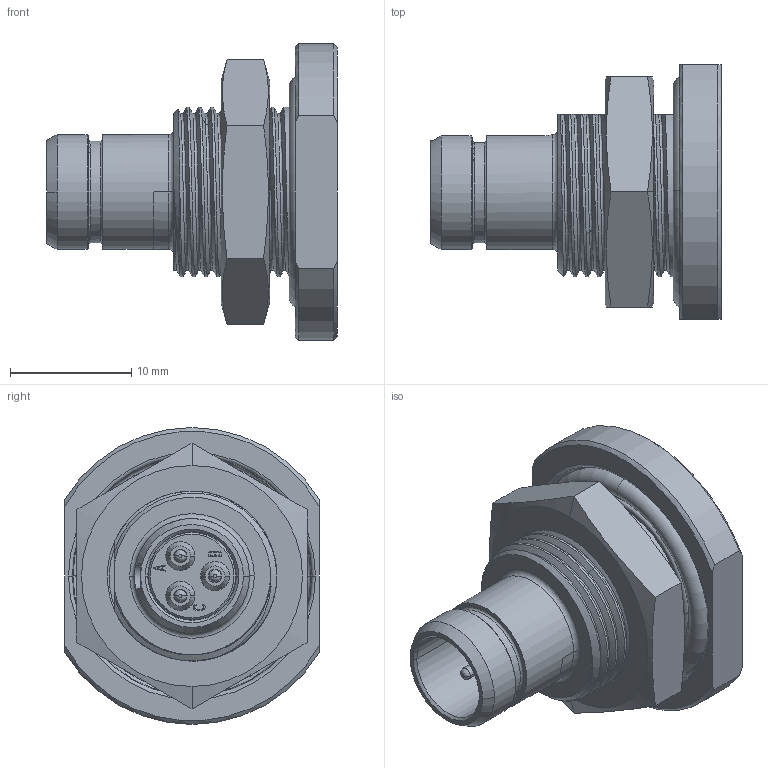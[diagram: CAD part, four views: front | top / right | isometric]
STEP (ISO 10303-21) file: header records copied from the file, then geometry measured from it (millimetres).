
FILE_DESCRIPTION((''),'2;1');
FILE_NAME('1332EV003MS','2024-07-24T13:58:55',('paultorloting'),('NET AG system integration'),'CREO PARAMETRIC BY PTC INC, 2021404','CREO PARAMETRIC BY PTC INC, 2021404','');
FILE_SCHEMA(('AUTOMOTIVE_DESIGN { 1 0 10303 214 1 1 1 1 }'));
Length unit declared in the file: millimetre
Products named in the file (1): 1332EV003MS
Bounding box: 24 x 21 x 24.5 mm (x, y, z)
Volume: 3515.2 mm3; surface area: 3913.5 mm2
Topology: 1 solids, 1 shells, 494 faces, 1291 edges, 838 vertices
Faces by surface type: plane 282, cylinder 110, cone 39, bspline 37, torus 26
Entity records: 22506 total; most frequent: CARTESIAN_POINT 7674, ORIENTED_EDGE 2582, DIRECTION 2362, EDGE_CURVE 1291, VERTEX_POINT 838, VECTOR 793, LINE 793, AXIS2_PLACEMENT_3D 783
